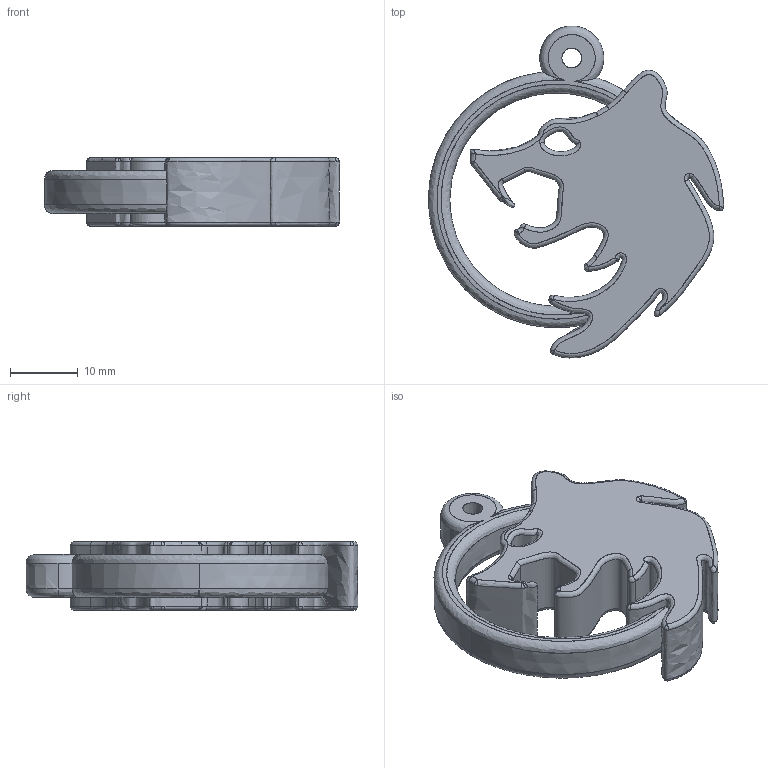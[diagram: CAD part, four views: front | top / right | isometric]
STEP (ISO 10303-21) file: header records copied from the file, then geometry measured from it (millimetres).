
FILE_DESCRIPTION(('FreeCAD Model'),'2;1');
FILE_NAME('Open CASCADE Shape Model','2025-05-04T02:40:18',('FreeCAD'),( 'FreeCAD'),'Open CASCADE STEP processor 7.6','FreeCAD','Unknown');
FILE_SCHEMA(('AUTOMOTIVE_DESIGN { 1 0 10303 214 1 1 1 1 }'));
Products named in the file (1): Open CASCADE STEP translator 7.6 1
Bounding box: 43.68 x 49.13 x 10.22 mm (x, y, z)
Surface area: 4866.2 mm2 (no closed solid volume)
Topology: 0 solids, 113 shells, 113 faces, 7540 edges, 7601 vertices
Faces by surface type: bspline 113
Entity records: 94582 total; most frequent: CARTESIAN_POINT 64082, B_SPLINE_CURVE_WITH_KNOTS 7476, ORIENTED_EDGE 7423, EDGE_CURVE 7423, VERTEX_POINT 7423, FACE_BOUND 116, EDGE_LOOP 116, SHELL_BASED_SURFACE_MODEL 113
